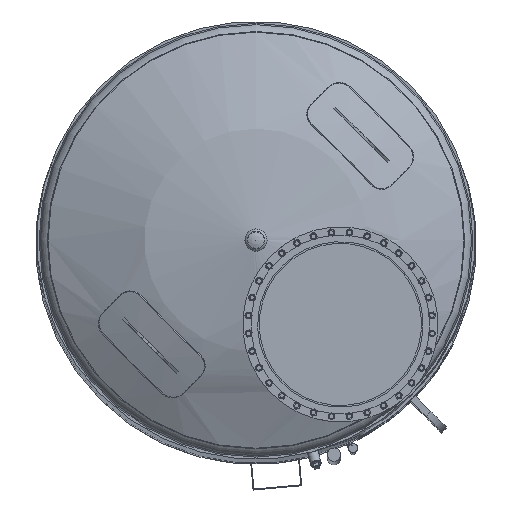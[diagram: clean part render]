
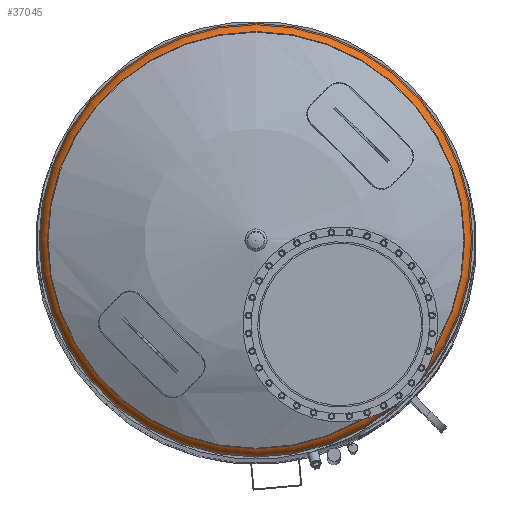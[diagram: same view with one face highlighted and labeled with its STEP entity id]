
A CAD part, top view. The second image highlights one B-rep face of the part: STEP entity #37045.
In plain terms, the highlighted toroidal (fillet/blend) face has major radius 741.667 mm and minor radius 58.333 mm.
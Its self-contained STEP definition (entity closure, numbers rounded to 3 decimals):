
#36957=CARTESIAN_POINT('',(-769.639,0.,8043.689));
#36958=VERTEX_POINT('',#36957);
#36959=CARTESIAN_POINT('',(0.,0.,8043.689));
#36960=DIRECTION('',(0.0,0.0,-1.0));
#36961=DIRECTION('',(-1.0,0.0,0.0));
#36962=AXIS2_PLACEMENT_3D('',#36959,#36960,#36961);
#36963=CIRCLE('',#36962,769.639);
#36964=EDGE_CURVE('',#36958,#36958,#36963,.T.);
#37026=CARTESIAN_POINT('',(0.,0.,7992.5));
#37027=DIRECTION('',(0.,0.,-1.0));
#37028=DIRECTION('',(0.0,-1.0,0.0));
#37029=AXIS2_PLACEMENT_3D('',#37026,#37027,#37028);
#37030=TOROIDAL_SURFACE('',#37029,741.667,58.333);
#37031=CARTESIAN_POINT('',(-800.,0.,7992.5));
#37032=VERTEX_POINT('',#37031);
#37033=CARTESIAN_POINT('',(0.,0.,7992.5));
#37034=DIRECTION('',(0.0,0.0,-1.0));
#37035=DIRECTION('',(-1.0,0.0,0.0));
#37036=AXIS2_PLACEMENT_3D('',#37033,#37034,#37035);
#37037=CIRCLE('',#37036,800.0);
#37038=EDGE_CURVE('',#37032,#37032,#37037,.T.);
#37039=ORIENTED_EDGE('',*,*,#37038,.F.);
#37040=EDGE_LOOP('',(#37039));
#37041=FACE_OUTER_BOUND('',#37040,.T.);
#37042=ORIENTED_EDGE('',*,*,#36964,.T.);
#37043=EDGE_LOOP('',(#37042));
#37044=FACE_BOUND('',#37043,.T.);
#37045=ADVANCED_FACE('',(#37041,#37044),#37030,.T.);
